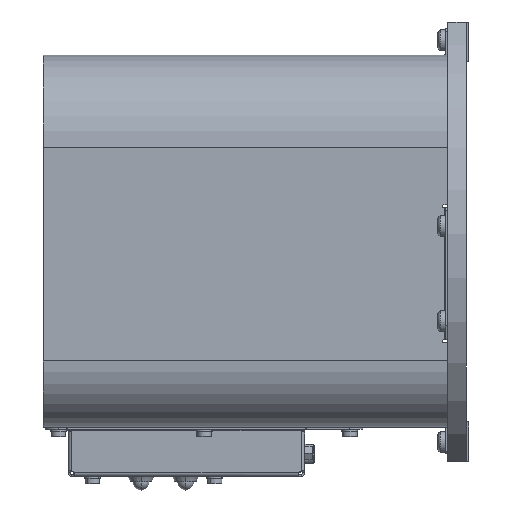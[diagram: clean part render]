
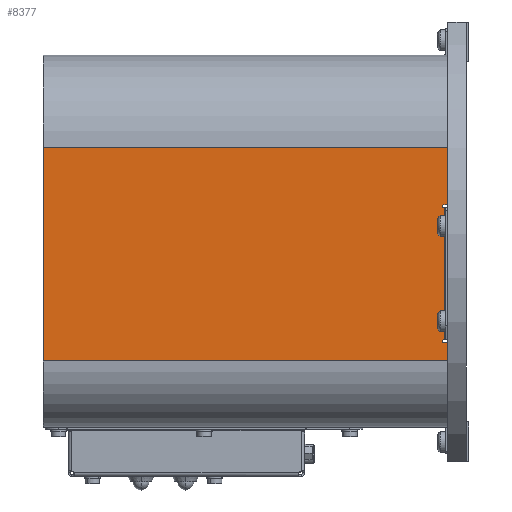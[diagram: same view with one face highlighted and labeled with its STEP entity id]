
A CAD part, left-side view. The second image highlights one B-rep face of the part: STEP entity #8377.
In plain terms, the highlighted planar face has unit normal (-1, 0, 0).
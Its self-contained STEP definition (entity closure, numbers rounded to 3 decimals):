
#80 = DIRECTION ( 'NONE',  ( 0., 0., 1. ) ) ;
#298 = CARTESIAN_POINT ( 'NONE',  ( -81.6, 8.5, 51. ) ) ;
#657 = ORIENTED_EDGE ( 'NONE', *, *, #40919, .T. ) ;
#1147 = CARTESIAN_POINT ( 'NONE',  ( -81.6, 7.214, -8. ) ) ;
#1862 = CARTESIAN_POINT ( 'NONE',  ( -81.6, 8.5, -1. ) ) ;
#2009 = ORIENTED_EDGE ( 'NONE', *, *, #13229, .F. ) ;
#2120 = CARTESIAN_POINT ( 'NONE',  ( -81.6, 8.5, 50.5 ) ) ;
#2258 = VECTOR ( 'NONE', #12280, 1000. ) ;
#2391 = FACE_OUTER_BOUND ( 'NONE', #41049, .T. ) ;
#4105 = ORIENTED_EDGE ( 'NONE', *, *, #28706, .T. ) ;
#4580 = CARTESIAN_POINT ( 'NONE',  ( -81.6, 8.5, 50. ) ) ;
#4929 = VECTOR ( 'NONE', #25218, 1000. ) ;
#5385 = DIRECTION ( 'NONE',  ( 0., 0., -1. ) ) ;
#5530 = VECTOR ( 'NONE', #11530, 1000. ) ;
#5567 = CARTESIAN_POINT ( 'NONE',  ( -81.6, 159.8, 72.7 ) ) ;
#5852 = EDGE_CURVE ( 'NONE', #16134, #32298, #40196, .T. ) ;
#6568 = LINE ( 'NONE', #30649, #34926 ) ;
#7108 = ORIENTED_EDGE ( 'NONE', *, *, #24795, .F. ) ;
#7629 = ORIENTED_EDGE ( 'NONE', *, *, #5852, .F. ) ;
#8278 = CARTESIAN_POINT ( 'NONE',  ( -81.6, 8.2, 50. ) ) ;
#8377 = ADVANCED_FACE ( 'NONE', ( #2391 ), #24352, .F. ) ;
#8703 = EDGE_CURVE ( 'NONE', #9986, #16134, #12489, .T. ) ;
#9832 = CARTESIAN_POINT ( 'NONE',  ( -81.6, 7.214, -1. ) ) ;
#9986 = VERTEX_POINT ( 'NONE', #38742 ) ;
#10623 = LINE ( 'NONE', #20523, #35871 ) ;
#10631 = ORIENTED_EDGE ( 'NONE', *, *, #41033, .F. ) ;
#11098 = CARTESIAN_POINT ( 'NONE',  ( -81.6, 8.2, 0. ) ) ;
#11295 = DIRECTION ( 'NONE',  ( 0., 0., 1. ) ) ;
#11530 = DIRECTION ( 'NONE',  ( 0., 0., -1. ) ) ;
#11996 = CIRCLE ( 'NONE', #36131, 0.5 ) ;
#12074 = DIRECTION ( 'NONE',  ( 0., -1., 0. ) ) ;
#12280 = DIRECTION ( 'NONE',  ( 0., -1., 0. ) ) ;
#12489 = CIRCLE ( 'NONE', #23136, 0.5 ) ;
#13089 = CARTESIAN_POINT ( 'NONE',  ( -81.6, 159.8, 72.7 ) ) ;
#13229 = EDGE_CURVE ( 'NONE', #25244, #16508, #37912, .T. ) ;
#13662 = ORIENTED_EDGE ( 'NONE', *, *, #30996, .T. ) ;
#13756 = DIRECTION ( 'NONE',  ( 0., 1., 0. ) ) ;
#14002 = VECTOR ( 'NONE', #13756, 1000. ) ;
#15192 = EDGE_CURVE ( 'NONE', #28694, #18332, #30976, .T. ) ;
#15861 = AXIS2_PLACEMENT_3D ( 'NONE', #27608, #21133, #40527 ) ;
#16106 = LINE ( 'NONE', #41373, #4929 ) ;
#16134 = VERTEX_POINT ( 'NONE', #1862 ) ;
#16508 = VERTEX_POINT ( 'NONE', #11098 ) ;
#16640 = DIRECTION ( 'NONE',  ( -1., 0., 0. ) ) ;
#16843 = EDGE_CURVE ( 'NONE', #24715, #25244, #21516, .T. ) ;
#18332 = VERTEX_POINT ( 'NONE', #26111 ) ;
#19608 = EDGE_CURVE ( 'NONE', #28015, #24715, #11996, .T. ) ;
#20523 = CARTESIAN_POINT ( 'NONE',  ( -81.6, 159.8, -8. ) ) ;
#21015 = ORIENTED_EDGE ( 'NONE', *, *, #15192, .F. ) ;
#21133 = DIRECTION ( 'NONE',  ( 1., 0., 0. ) ) ;
#21516 = LINE ( 'NONE', #36734, #37754 ) ;
#22001 = LINE ( 'NONE', #29202, #30605 ) ;
#22056 = LINE ( 'NONE', #29855, #14002 ) ;
#22482 = CARTESIAN_POINT ( 'NONE',  ( -81.6, 8.5, -1. ) ) ;
#23136 = AXIS2_PLACEMENT_3D ( 'NONE', #35435, #16640, #37609 ) ;
#23439 = DIRECTION ( 'NONE',  ( 0., 1., 0. ) ) ;
#24156 = LINE ( 'NONE', #38342, #25195 ) ;
#24352 = PLANE ( 'NONE',  #15861 ) ;
#24701 = DIRECTION ( 'NONE',  ( -1., 0., 0. ) ) ;
#24715 = VERTEX_POINT ( 'NONE', #4580 ) ;
#24795 = EDGE_CURVE ( 'NONE', #39788, #28015, #22056, .T. ) ;
#25195 = VECTOR ( 'NONE', #23439, 1000. ) ;
#25218 = DIRECTION ( 'NONE',  ( 0., 0., 1. ) ) ;
#25244 = VERTEX_POINT ( 'NONE', #37700 ) ;
#26111 = CARTESIAN_POINT ( 'NONE',  ( -81.6, 7., 72.7 ) ) ;
#27608 = CARTESIAN_POINT ( 'NONE',  ( -81.6, 159.8, -8. ) ) ;
#27688 = VERTEX_POINT ( 'NONE', #40445 ) ;
#28015 = VERTEX_POINT ( 'NONE', #298 ) ;
#28694 = VERTEX_POINT ( 'NONE', #13089 ) ;
#28706 = EDGE_CURVE ( 'NONE', #39788, #18332, #22001, .T. ) ;
#29202 = CARTESIAN_POINT ( 'NONE',  ( -81.6, 7., -8. ) ) ;
#29855 = CARTESIAN_POINT ( 'NONE',  ( -81.6, 7., 51. ) ) ;
#30605 = VECTOR ( 'NONE', #80, 1000. ) ;
#30649 = CARTESIAN_POINT ( 'NONE',  ( -81.6, 159.8, -8. ) ) ;
#30976 = LINE ( 'NONE', #5567, #32005 ) ;
#30996 = EDGE_CURVE ( 'NONE', #36030, #32298, #16106, .T. ) ;
#31753 = EDGE_CURVE ( 'NONE', #27688, #28694, #6568, .T. ) ;
#32005 = VECTOR ( 'NONE', #41037, 1000. ) ;
#32007 = DIRECTION ( 'NONE',  ( 0., -1., 0. ) ) ;
#32298 = VERTEX_POINT ( 'NONE', #9832 ) ;
#32885 = ORIENTED_EDGE ( 'NONE', *, *, #19608, .F. ) ;
#34926 = VECTOR ( 'NONE', #11295, 1000. ) ;
#34985 = CARTESIAN_POINT ( 'NONE',  ( -81.6, 7., 51. ) ) ;
#35435 = CARTESIAN_POINT ( 'NONE',  ( -81.6, 8.5, -0.5 ) ) ;
#35871 = VECTOR ( 'NONE', #32007, 1000. ) ;
#36030 = VERTEX_POINT ( 'NONE', #1147 ) ;
#36131 = AXIS2_PLACEMENT_3D ( 'NONE', #2120, #24701, #5385 ) ;
#36734 = CARTESIAN_POINT ( 'NONE',  ( -81.6, 7., 50. ) ) ;
#37340 = ORIENTED_EDGE ( 'NONE', *, *, #31753, .F. ) ;
#37609 = DIRECTION ( 'NONE',  ( 0., 0., -1. ) ) ;
#37700 = CARTESIAN_POINT ( 'NONE',  ( -81.6, 8.2, 50. ) ) ;
#37754 = VECTOR ( 'NONE', #12074, 1000. ) ;
#37912 = LINE ( 'NONE', #8278, #5530 ) ;
#38342 = CARTESIAN_POINT ( 'NONE',  ( -81.6, 8.5, 0. ) ) ;
#38742 = CARTESIAN_POINT ( 'NONE',  ( -81.6, 8.5, 0. ) ) ;
#39788 = VERTEX_POINT ( 'NONE', #34985 ) ;
#40175 = ORIENTED_EDGE ( 'NONE', *, *, #16843, .F. ) ;
#40196 = LINE ( 'NONE', #22482, #2258 ) ;
#40445 = CARTESIAN_POINT ( 'NONE',  ( -81.6, 159.8, -8. ) ) ;
#40527 = DIRECTION ( 'NONE',  ( 0., 0., -1. ) ) ;
#40919 = EDGE_CURVE ( 'NONE', #27688, #36030, #10623, .T. ) ;
#41033 = EDGE_CURVE ( 'NONE', #16508, #9986, #24156, .T. ) ;
#41037 = DIRECTION ( 'NONE',  ( 0., -1., 0. ) ) ;
#41049 = EDGE_LOOP ( 'NONE', ( #657, #13662, #7629, #42019, #10631, #2009, #40175, #32885, #7108, #4105, #21015, #37340 ) ) ;
#41373 = CARTESIAN_POINT ( 'NONE',  ( -81.6, 7.214, -8. ) ) ;
#42019 = ORIENTED_EDGE ( 'NONE', *, *, #8703, .F. ) ;
